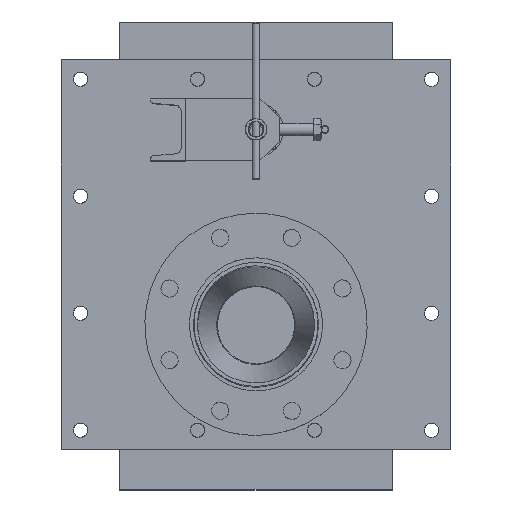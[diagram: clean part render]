
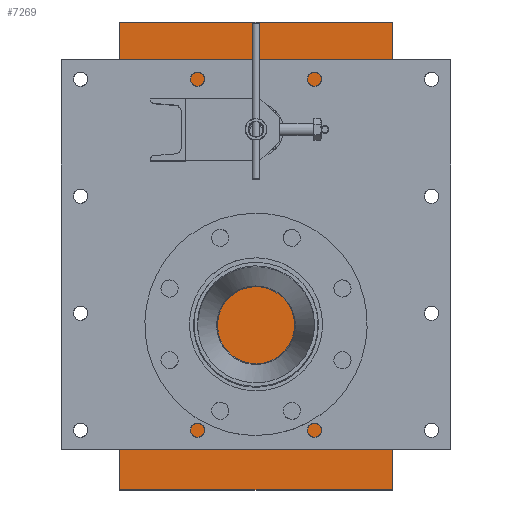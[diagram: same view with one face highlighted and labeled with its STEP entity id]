
A CAD part, top view. The second image highlights one B-rep face of the part: STEP entity #7269.
In plain terms, the highlighted free-form (B-spline) face has degree [1, 1] with [2, 2] control points.
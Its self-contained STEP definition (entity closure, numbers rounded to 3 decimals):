
#6917 = EDGE_CURVE('',#6918,#6920,#6922,.T.);
#6918 = VERTEX_POINT('',#6919);
#6919 = CARTESIAN_POINT('',(108.447,795.281,
    -1347.639));
#6920 = VERTEX_POINT('',#6921);
#6921 = CARTESIAN_POINT('',(108.447,491.628,
    -1347.639));
#6922 = B_SPLINE_CURVE_WITH_KNOTS('',1,(#6923,#6924),.UNSPECIFIED.,.F.,
  .F.,(2,2),(0.,210.),.PIECEWISE_BEZIER_KNOTS.);
#6923 = CARTESIAN_POINT('',(108.447,795.281,
    -1347.639));
#6924 = CARTESIAN_POINT('',(108.447,491.628,
    -1347.639));
#6953 = EDGE_CURVE('',#6920,#6954,#6956,.T.);
#6954 = VERTEX_POINT('',#6955);
#6955 = CARTESIAN_POINT('',(174.962,491.628,
    -1347.639));
#6956 = B_SPLINE_CURVE_WITH_KNOTS('',1,(#6957,#6958),.UNSPECIFIED.,.F.,
  .F.,(2,2),(0.,46.),.PIECEWISE_BEZIER_KNOTS.);
#6957 = CARTESIAN_POINT('',(108.447,491.628,
    -1347.639));
#6958 = CARTESIAN_POINT('',(174.962,491.628,
    -1347.639));
#6981 = EDGE_CURVE('',#6954,#6982,#6984,.T.);
#6982 = VERTEX_POINT('',#6983);
#6983 = CARTESIAN_POINT('',(174.962,231.354,
    -1347.639));
#6984 = B_SPLINE_CURVE_WITH_KNOTS('',1,(#6985,#6986),.UNSPECIFIED.,.F.,
  .F.,(2,2),(0.,180.),.PIECEWISE_BEZIER_KNOTS.);
#6985 = CARTESIAN_POINT('',(174.962,491.628,
    -1347.639));
#6986 = CARTESIAN_POINT('',(174.962,231.354,
    -1347.639));
#7009 = EDGE_CURVE('',#6982,#7010,#7012,.T.);
#7010 = VERTEX_POINT('',#7011);
#7011 = CARTESIAN_POINT('',(108.447,231.354,
    -1347.639));
#7012 = B_SPLINE_CURVE_WITH_KNOTS('',1,(#7013,#7014),.UNSPECIFIED.,.F.,
  .F.,(2,2),(0.,46.),.PIECEWISE_BEZIER_KNOTS.);
#7013 = CARTESIAN_POINT('',(174.962,231.354,
    -1347.639));
#7014 = CARTESIAN_POINT('',(108.447,231.354,
    -1347.639));
#7037 = EDGE_CURVE('',#7010,#7038,#7040,.T.);
#7038 = VERTEX_POINT('',#7039);
#7039 = CARTESIAN_POINT('',(108.447,-72.298,
    -1347.639));
#7040 = B_SPLINE_CURVE_WITH_KNOTS('',1,(#7041,#7042),.UNSPECIFIED.,.F.,
  .F.,(2,2),(0.,210.),.PIECEWISE_BEZIER_KNOTS.);
#7041 = CARTESIAN_POINT('',(108.447,231.354,
    -1347.639));
#7042 = CARTESIAN_POINT('',(108.447,-72.298,
    -1347.639));
#7065 = EDGE_CURVE('',#7038,#7066,#7068,.T.);
#7066 = VERTEX_POINT('',#7067);
#7067 = CARTESIAN_POINT('',(614.535,-72.298,
    -1347.639));
#7068 = B_SPLINE_CURVE_WITH_KNOTS('',1,(#7069,#7070),.UNSPECIFIED.,.F.,
  .F.,(2,2),(0.,350.),.PIECEWISE_BEZIER_KNOTS.);
#7069 = CARTESIAN_POINT('',(108.447,-72.298,
    -1347.639));
#7070 = CARTESIAN_POINT('',(614.535,-72.298,
    -1347.639));
#7093 = EDGE_CURVE('',#7066,#7094,#7096,.T.);
#7094 = VERTEX_POINT('',#7095);
#7095 = CARTESIAN_POINT('',(614.535,231.354,
    -1347.639));
#7096 = B_SPLINE_CURVE_WITH_KNOTS('',1,(#7097,#7098),.UNSPECIFIED.,.F.,
  .F.,(2,2),(0.,210.),.PIECEWISE_BEZIER_KNOTS.);
#7097 = CARTESIAN_POINT('',(614.535,-72.298,
    -1347.639));
#7098 = CARTESIAN_POINT('',(614.535,231.354,
    -1347.639));
#7121 = EDGE_CURVE('',#7094,#7122,#7124,.T.);
#7122 = VERTEX_POINT('',#7123);
#7123 = CARTESIAN_POINT('',(548.021,231.354,
    -1347.639));
#7124 = B_SPLINE_CURVE_WITH_KNOTS('',1,(#7125,#7126),.UNSPECIFIED.,.F.,
  .F.,(2,2),(0.,46.),.PIECEWISE_BEZIER_KNOTS.);
#7125 = CARTESIAN_POINT('',(614.535,231.354,
    -1347.639));
#7126 = CARTESIAN_POINT('',(548.021,231.354,
    -1347.639));
#7149 = EDGE_CURVE('',#7122,#7150,#7152,.T.);
#7150 = VERTEX_POINT('',#7151);
#7151 = CARTESIAN_POINT('',(548.021,491.628,
    -1347.639));
#7152 = B_SPLINE_CURVE_WITH_KNOTS('',1,(#7153,#7154),.UNSPECIFIED.,.F.,
  .F.,(2,2),(0.,180.),.PIECEWISE_BEZIER_KNOTS.);
#7153 = CARTESIAN_POINT('',(548.021,231.354,
    -1347.639));
#7154 = CARTESIAN_POINT('',(548.021,491.628,
    -1347.639));
#7177 = EDGE_CURVE('',#7150,#7178,#7180,.T.);
#7178 = VERTEX_POINT('',#7179);
#7179 = CARTESIAN_POINT('',(614.535,491.628,
    -1347.639));
#7180 = B_SPLINE_CURVE_WITH_KNOTS('',1,(#7181,#7182),.UNSPECIFIED.,.F.,
  .F.,(2,2),(0.,46.),.PIECEWISE_BEZIER_KNOTS.);
#7181 = CARTESIAN_POINT('',(548.021,491.628,
    -1347.639));
#7182 = CARTESIAN_POINT('',(614.535,491.628,
    -1347.639));
#7205 = EDGE_CURVE('',#7178,#7206,#7208,.T.);
#7206 = VERTEX_POINT('',#7207);
#7207 = CARTESIAN_POINT('',(614.535,795.281,
    -1347.639));
#7208 = B_SPLINE_CURVE_WITH_KNOTS('',1,(#7209,#7210),.UNSPECIFIED.,.F.,
  .F.,(2,2),(0.,210.),.PIECEWISE_BEZIER_KNOTS.);
#7209 = CARTESIAN_POINT('',(614.535,491.628,
    -1347.639));
#7210 = CARTESIAN_POINT('',(614.535,795.281,
    -1347.639));
#7233 = EDGE_CURVE('',#7206,#6918,#7234,.T.);
#7234 = B_SPLINE_CURVE_WITH_KNOTS('',1,(#7235,#7236),.UNSPECIFIED.,.F.,
  .F.,(2,2),(0.,350.),.PIECEWISE_BEZIER_KNOTS.);
#7235 = CARTESIAN_POINT('',(614.535,795.281,
    -1347.639));
#7236 = CARTESIAN_POINT('',(108.447,795.281,
    -1347.639));
#7269 = ADVANCED_FACE('',(#7270),#7284,.F.);
#7270 = FACE_BOUND('',#7271,.T.);
#7271 = EDGE_LOOP('',(#7272,#7273,#7274,#7275,#7276,#7277,#7278,#7279,
    #7280,#7281,#7282,#7283));
#7272 = ORIENTED_EDGE('',*,*,#7233,.T.);
#7273 = ORIENTED_EDGE('',*,*,#6917,.T.);
#7274 = ORIENTED_EDGE('',*,*,#6953,.T.);
#7275 = ORIENTED_EDGE('',*,*,#6981,.T.);
#7276 = ORIENTED_EDGE('',*,*,#7009,.T.);
#7277 = ORIENTED_EDGE('',*,*,#7037,.T.);
#7278 = ORIENTED_EDGE('',*,*,#7065,.T.);
#7279 = ORIENTED_EDGE('',*,*,#7093,.T.);
#7280 = ORIENTED_EDGE('',*,*,#7121,.T.);
#7281 = ORIENTED_EDGE('',*,*,#7149,.T.);
#7282 = ORIENTED_EDGE('',*,*,#7177,.T.);
#7283 = ORIENTED_EDGE('',*,*,#7205,.T.);
#7284 = B_SPLINE_SURFACE_WITH_KNOTS('',1,1,(
    (#7285,#7286)
    ,(#7287,#7288
    )),.UNSPECIFIED.,.F.,.F.,.F.,(2,2),(2,2),(-300.,300.),(-175.,175.),
  .PIECEWISE_BEZIER_KNOTS.);
#7285 = CARTESIAN_POINT('',(614.535,795.281,
    -1347.639));
#7286 = CARTESIAN_POINT('',(108.447,795.281,
    -1347.639));
#7287 = CARTESIAN_POINT('',(614.535,-72.298,
    -1347.639));
#7288 = CARTESIAN_POINT('',(108.447,-72.298,
    -1347.639));
